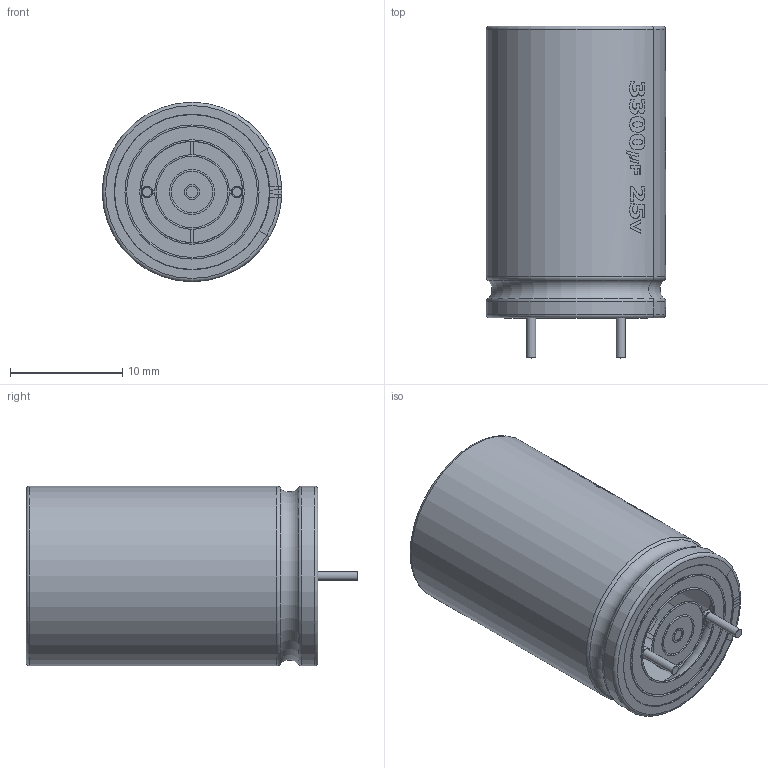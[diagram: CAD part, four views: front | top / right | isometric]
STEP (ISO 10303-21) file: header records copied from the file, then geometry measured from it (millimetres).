
FILE_DESCRIPTION(/* description */ (''),/* implementation_level */ '2;1');
FILE_NAME(/* name */ '3300uF 25V electr -16x26mm -P.diameter 8mm.stp',/* time_stamp */ '2022-03-11T22:45:51+01:00',/* author */ ('JOSE LUIS'),/* organization */ (''),/* preprocessor_version */ 'ST-DEVELOPER v18',/* originating_system */ 'Autodesk Inventor 2020',/* authorisation */ '');
FILE_SCHEMA (('AUTOMOTIVE_DESIGN { 1 0 10303 214 3 1 1 }'));
Length unit declared in the file: millimetre
Products named in the file (1): 3300uF 25V electr -16x26mm -P.diameter 8mm
Bounding box: 16 x 29.57 x 16 mm (x, y, z)
Volume: 5167.6 mm3; surface area: 1754.2 mm2
Topology: 3 solids, 3 shells, 120 faces, 523 edges, 435 vertices
Faces by surface type: cylinder 57, plane 38, torus 25
Full cylindrical faces by diameter (mm): 0.8 x2, 1 x2, 1.05 x1, 1.35 x1, 3.7 x1, 4 x1, 6.35 x1, 6.65 x1, 9 x1, 9.3 x1, 11.65 x1, 11.95 x1, 13.8 x2
Entity records: 6744 total; most frequent: CARTESIAN_POINT 2102, ORIENTED_EDGE 1046, DIRECTION 847, EDGE_CURVE 523, VERTEX_POINT 435, AXIS2_PLACEMENT_3D 349, CIRCLE 224, EDGE_LOOP 150
